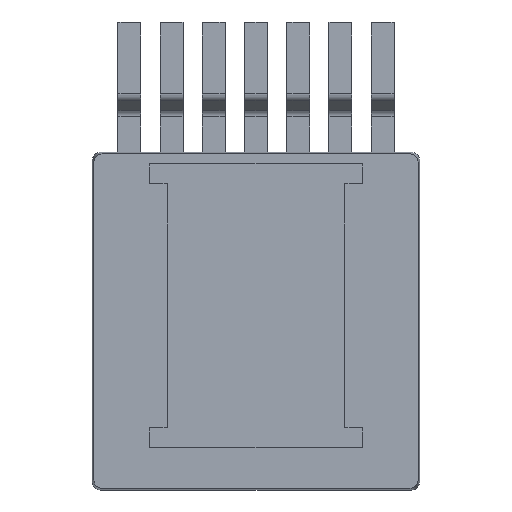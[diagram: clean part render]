
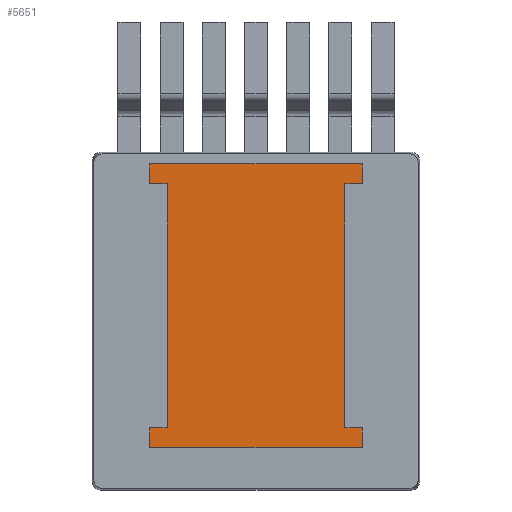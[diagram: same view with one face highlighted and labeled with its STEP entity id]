
A CAD part, front view. The second image highlights one B-rep face of the part: STEP entity #5651.
In plain terms, the highlighted planar face has unit normal (0, -1, 0).
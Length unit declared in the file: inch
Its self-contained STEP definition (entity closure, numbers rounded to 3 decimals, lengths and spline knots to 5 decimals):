
#76 = LINE ( 'NONE', #4171, #6099 ) ;
#132 = AXIS2_PLACEMENT_3D ( 'NONE', #3025, #3527, #206 ) ;
#139 = CARTESIAN_POINT ( 'NONE',  ( -0.10531, -0.001, 0.16263 ) ) ;
#180 = LINE ( 'NONE', #3567, #4453 ) ;
#206 = DIRECTION ( 'NONE',  ( 0., 0., -1. ) ) ;
#260 = VECTOR ( 'NONE', #6377, 39.37008 ) ;
#331 = CARTESIAN_POINT ( 'NONE',  ( 0.12598, -0.001, 0.18626 ) ) ;
#616 = LINE ( 'NONE', #3494, #2150 ) ;
#780 = PLANE ( 'NONE',  #132 ) ;
#909 = VECTOR ( 'NONE', #1202, 39.37008 ) ;
#968 = CARTESIAN_POINT ( 'NONE',  ( 0.12598, -0.001, 0.18626 ) ) ;
#1202 = DIRECTION ( 'NONE',  ( 1., 0., 0. ) ) ;
#1209 = EDGE_CURVE ( 'NONE', #1599, #2950, #6747, .T. ) ;
#1219 = EDGE_CURVE ( 'NONE', #3318, #3007, #1738, .T. ) ;
#1240 = CARTESIAN_POINT ( 'NONE',  ( -0.10531, -0.001, 0.16263 ) ) ;
#1329 = LINE ( 'NONE', #1240, #909 ) ;
#1344 = VERTEX_POINT ( 'NONE', #6470 ) ;
#1373 = DIRECTION ( 'NONE',  ( -1., 0., 0. ) ) ;
#1399 = DIRECTION ( 'NONE',  ( 0., 0., 1. ) ) ;
#1410 = CARTESIAN_POINT ( 'NONE',  ( 0.12598, -0.001, -0.14996 ) ) ;
#1413 = VERTEX_POINT ( 'NONE', #4294 ) ;
#1420 = VERTEX_POINT ( 'NONE', #968 ) ;
#1428 = ORIENTED_EDGE ( 'NONE', *, *, #5833, .T. ) ;
#1599 = VERTEX_POINT ( 'NONE', #6193 ) ;
#1602 = FACE_OUTER_BOUND ( 'NONE', #6579, .T. ) ;
#1663 = CARTESIAN_POINT ( 'NONE',  ( 0.12598, -0.001, -0.12634 ) ) ;
#1684 = LINE ( 'NONE', #4811, #3225 ) ;
#1738 = LINE ( 'NONE', #3053, #260 ) ;
#1808 = LINE ( 'NONE', #5452, #5428 ) ;
#1818 = VERTEX_POINT ( 'NONE', #4069 ) ;
#1884 = EDGE_CURVE ( 'NONE', #1818, #1344, #76, .T. ) ;
#2048 = EDGE_CURVE ( 'NONE', #3693, #1818, #180, .T. ) ;
#2150 = VECTOR ( 'NONE', #2400, 39.37008 ) ;
#2380 = DIRECTION ( 'NONE',  ( 1., 0., 0. ) ) ;
#2400 = DIRECTION ( 'NONE',  ( 1., 0., 0. ) ) ;
#2441 = VECTOR ( 'NONE', #7181, 39.37008 ) ;
#2663 = EDGE_CURVE ( 'NONE', #6594, #1413, #1808, .T. ) ;
#2665 = VECTOR ( 'NONE', #2380, 39.37008 ) ;
#2731 = ORIENTED_EDGE ( 'NONE', *, *, #2850, .T. ) ;
#2850 = EDGE_CURVE ( 'NONE', #3007, #4223, #616, .T. ) ;
#2889 = EDGE_CURVE ( 'NONE', #4357, #1599, #4148, .T. ) ;
#2950 = VERTEX_POINT ( 'NONE', #5071 ) ;
#2998 = ORIENTED_EDGE ( 'NONE', *, *, #1219, .T. ) ;
#3007 = VERTEX_POINT ( 'NONE', #6254 ) ;
#3025 = CARTESIAN_POINT ( 'NONE',  ( 0., -0.001, 0. ) ) ;
#3046 = DIRECTION ( 'NONE',  ( -1., 0., 0. ) ) ;
#3053 = CARTESIAN_POINT ( 'NONE',  ( 0.10531, -0.001, 0.16263 ) ) ;
#3163 = LINE ( 'NONE', #331, #6719 ) ;
#3177 = CARTESIAN_POINT ( 'NONE',  ( 0.10531, -0.001, -0.12634 ) ) ;
#3225 = VECTOR ( 'NONE', #7040, 39.37008 ) ;
#3318 = VERTEX_POINT ( 'NONE', #3177 ) ;
#3467 = CARTESIAN_POINT ( 'NONE',  ( 0.12598, -0.001, -0.14996 ) ) ;
#3494 = CARTESIAN_POINT ( 'NONE',  ( 0.12598, -0.001, 0.16263 ) ) ;
#3497 = ORIENTED_EDGE ( 'NONE', *, *, #4126, .T. ) ;
#3527 = DIRECTION ( 'NONE',  ( 0., -1., 0. ) ) ;
#3567 = CARTESIAN_POINT ( 'NONE',  ( -0.10531, -0.001, 0.16263 ) ) ;
#3570 = VECTOR ( 'NONE', #1399, 39.37008 ) ;
#3585 = CARTESIAN_POINT ( 'NONE',  ( 0.12598, -0.001, 0.16263 ) ) ;
#3693 = VERTEX_POINT ( 'NONE', #139 ) ;
#3788 = ORIENTED_EDGE ( 'NONE', *, *, #5968, .T. ) ;
#3807 = DIRECTION ( 'NONE',  ( 0., 0., -1. ) ) ;
#4023 = EDGE_CURVE ( 'NONE', #2950, #3318, #4195, .T. ) ;
#4069 = CARTESIAN_POINT ( 'NONE',  ( -0.10531, -0.001, -0.12634 ) ) ;
#4108 = DIRECTION ( 'NONE',  ( 0., 0., -1. ) ) ;
#4126 = EDGE_CURVE ( 'NONE', #1413, #3693, #1329, .T. ) ;
#4148 = LINE ( 'NONE', #3467, #2665 ) ;
#4171 = CARTESIAN_POINT ( 'NONE',  ( -0.12598, -0.001, -0.12634 ) ) ;
#4195 = LINE ( 'NONE', #1663, #2441 ) ;
#4223 = VERTEX_POINT ( 'NONE', #3585 ) ;
#4294 = CARTESIAN_POINT ( 'NONE',  ( -0.12598, -0.001, 0.16263 ) ) ;
#4354 = CARTESIAN_POINT ( 'NONE',  ( -0.12598, -0.001, 0.18626 ) ) ;
#4357 = VERTEX_POINT ( 'NONE', #7072 ) ;
#4453 = VECTOR ( 'NONE', #4108, 39.37008 ) ;
#4579 = ORIENTED_EDGE ( 'NONE', *, *, #2048, .T. ) ;
#4811 = CARTESIAN_POINT ( 'NONE',  ( -0.12598, -0.001, -0.14996 ) ) ;
#4888 = EDGE_CURVE ( 'NONE', #1420, #6594, #3163, .T. ) ;
#5071 = CARTESIAN_POINT ( 'NONE',  ( 0.12598, -0.001, -0.12634 ) ) ;
#5240 = VECTOR ( 'NONE', #5268, 39.37008 ) ;
#5268 = DIRECTION ( 'NONE',  ( 0., 0., 1. ) ) ;
#5428 = VECTOR ( 'NONE', #3807, 39.37008 ) ;
#5452 = CARTESIAN_POINT ( 'NONE',  ( -0.12598, -0.001, 0.18626 ) ) ;
#5651 = ADVANCED_FACE ( 'NONE', ( #1602 ), #780, .T. ) ;
#5737 = ORIENTED_EDGE ( 'NONE', *, *, #1209, .T. ) ;
#5833 = EDGE_CURVE ( 'NONE', #1344, #4357, #1684, .T. ) ;
#5968 = EDGE_CURVE ( 'NONE', #4223, #1420, #6587, .T. ) ;
#5981 = ORIENTED_EDGE ( 'NONE', *, *, #2663, .T. ) ;
#6099 = VECTOR ( 'NONE', #1373, 39.37008 ) ;
#6193 = CARTESIAN_POINT ( 'NONE',  ( 0.12598, -0.001, -0.14996 ) ) ;
#6198 = ORIENTED_EDGE ( 'NONE', *, *, #4888, .T. ) ;
#6245 = ORIENTED_EDGE ( 'NONE', *, *, #2889, .T. ) ;
#6254 = CARTESIAN_POINT ( 'NONE',  ( 0.10531, -0.001, 0.16263 ) ) ;
#6377 = DIRECTION ( 'NONE',  ( 0., 0., 1. ) ) ;
#6470 = CARTESIAN_POINT ( 'NONE',  ( -0.12598, -0.001, -0.12634 ) ) ;
#6576 = ORIENTED_EDGE ( 'NONE', *, *, #4023, .T. ) ;
#6579 = EDGE_LOOP ( 'NONE', ( #3497, #4579, #6881, #1428, #6245, #5737, #6576, #2998, #2731, #3788, #6198, #5981 ) ) ;
#6587 = LINE ( 'NONE', #7066, #3570 ) ;
#6594 = VERTEX_POINT ( 'NONE', #4354 ) ;
#6719 = VECTOR ( 'NONE', #3046, 39.37008 ) ;
#6747 = LINE ( 'NONE', #1410, #5240 ) ;
#6881 = ORIENTED_EDGE ( 'NONE', *, *, #1884, .T. ) ;
#7040 = DIRECTION ( 'NONE',  ( 0., 0., -1. ) ) ;
#7066 = CARTESIAN_POINT ( 'NONE',  ( 0.12598, -0.001, 0.18626 ) ) ;
#7072 = CARTESIAN_POINT ( 'NONE',  ( -0.12598, -0.001, -0.14996 ) ) ;
#7181 = DIRECTION ( 'NONE',  ( -1., 0., 0. ) ) ;
